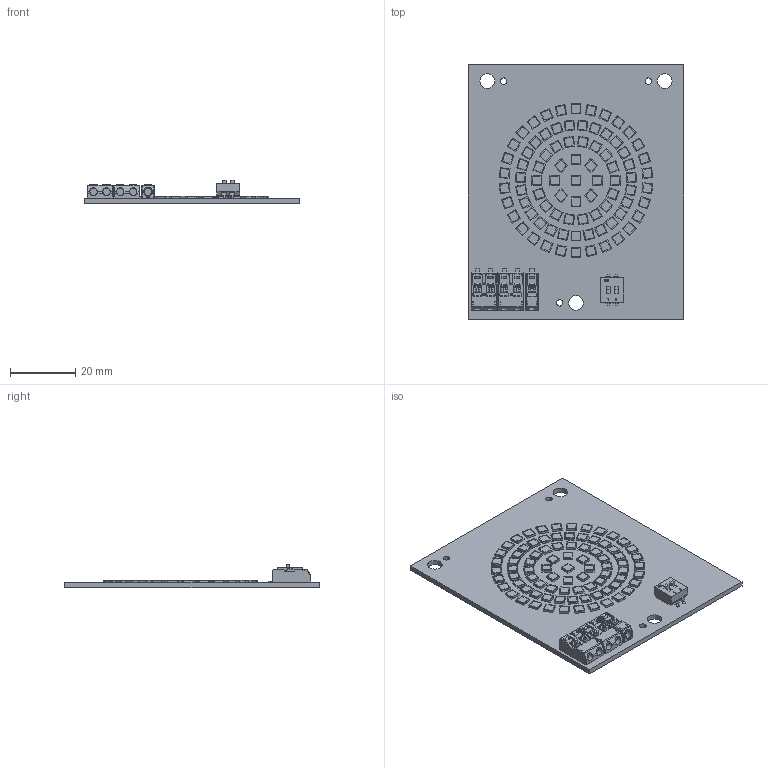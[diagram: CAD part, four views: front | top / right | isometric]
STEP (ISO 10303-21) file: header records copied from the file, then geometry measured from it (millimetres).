
FILE_DESCRIPTION(/* description */ (''),/* implementation_level */ '2;1');
FILE_NAME(/* name */ 'DLM_Flex_G2_Assembly.stp',/* time_stamp */ '2018-04-12T16:07:14+08:00',/* author */ (''),/* organization */ (''),/* preprocessor_version */ 'ST-DEVELOPER v16',/* originating_system */ 'SIEMENS PLM Software NX 10.0',/* authorisation */ '');
FILE_SCHEMA (('AUTOMOTIVE_DESIGN { 1 0 10303 214 3 1 1 1 }'));
Products named in the file (1): 31001CE09202a2fd
Bounding box: 66 x 78 x 7.1 mm (x, y, z)
Volume: 9635.8 mm3; surface area: 14185.9 mm2
Topology: 91 solids, 91 shells, 3424 faces, 8717 edges, 5745 vertices
Faces by surface type: plane 2468, cylinder 872, torus 44, bspline 23, cone 12, extrusion 3, sphere 2
Full cylindrical faces by diameter (mm): 2 x3, 4.5 x3
Entity records: 110266 total; most frequent: CARTESIAN_POINT 21025, ORIENTED_EDGE 17418, DIRECTION 17240, EDGE_CURVE 8709, VECTOR 6836, LINE 6833, VERTEX_POINT 5744, AXIS2_PLACEMENT_3D 5202
